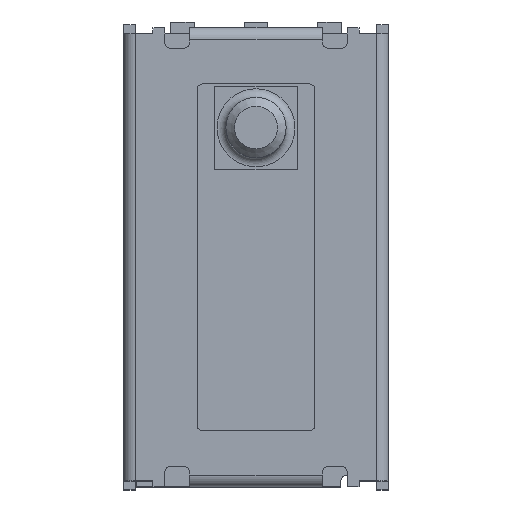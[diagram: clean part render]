
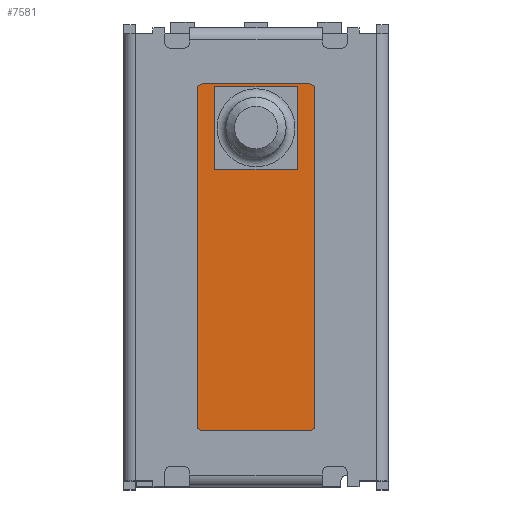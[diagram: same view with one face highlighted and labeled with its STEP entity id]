
A CAD part, top view. The second image highlights one B-rep face of the part: STEP entity #7581.
In plain terms, the highlighted planar face has unit normal (0, 0, 1).
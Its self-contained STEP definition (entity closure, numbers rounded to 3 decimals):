
#27=FACE_BOUND('',#2478,.T.);
#50=PLANE('',#8051);
#414=LINE('',#11190,#1219);
#415=LINE('',#11194,#1220);
#416=LINE('',#11198,#1221);
#417=LINE('',#11202,#1222);
#418=LINE('',#11206,#1223);
#419=LINE('',#11208,#1224);
#420=LINE('',#11210,#1225);
#421=LINE('',#11211,#1226);
#1219=VECTOR('',#8949,1000.);
#1220=VECTOR('',#8952,1000.);
#1221=VECTOR('',#8955,1000.);
#1222=VECTOR('',#8958,1000.);
#1223=VECTOR('',#8961,1000.);
#1224=VECTOR('',#8962,1000.);
#1225=VECTOR('',#8963,1000.);
#1226=VECTOR('',#8964,1000.);
#2073=FACE_OUTER_BOUND('',#2477,.T.);
#2477=EDGE_LOOP('',(#5146,#5147,#5148,#5149,#5150,#5151,#5152,#5153));
#2478=EDGE_LOOP('',(#5154,#5155,#5156,#5157));
#2900=CIRCLE('',#8052,0.2);
#2901=CIRCLE('',#8053,0.2);
#2902=CIRCLE('',#8054,0.2);
#2903=CIRCLE('',#8055,0.2);
#3281=VERTEX_POINT('',#11188);
#3282=VERTEX_POINT('',#11189);
#3283=VERTEX_POINT('',#11191);
#3284=VERTEX_POINT('',#11193);
#3285=VERTEX_POINT('',#11195);
#3286=VERTEX_POINT('',#11197);
#3287=VERTEX_POINT('',#11199);
#3288=VERTEX_POINT('',#11201);
#3289=VERTEX_POINT('',#11204);
#3290=VERTEX_POINT('',#11205);
#3291=VERTEX_POINT('',#11207);
#3292=VERTEX_POINT('',#11209);
#4011=EDGE_CURVE('',#3281,#3282,#414,.T.);
#4012=EDGE_CURVE('',#3282,#3283,#2900,.T.);
#4013=EDGE_CURVE('',#3283,#3284,#415,.T.);
#4014=EDGE_CURVE('',#3284,#3285,#2901,.T.);
#4015=EDGE_CURVE('',#3285,#3286,#416,.T.);
#4016=EDGE_CURVE('',#3286,#3287,#2902,.T.);
#4017=EDGE_CURVE('',#3287,#3288,#417,.T.);
#4018=EDGE_CURVE('',#3288,#3281,#2903,.T.);
#4019=EDGE_CURVE('',#3289,#3290,#418,.T.);
#4020=EDGE_CURVE('',#3291,#3289,#419,.T.);
#4021=EDGE_CURVE('',#3292,#3291,#420,.T.);
#4022=EDGE_CURVE('',#3290,#3292,#421,.T.);
#5146=ORIENTED_EDGE('',*,*,#4011,.T.);
#5147=ORIENTED_EDGE('',*,*,#4012,.T.);
#5148=ORIENTED_EDGE('',*,*,#4013,.T.);
#5149=ORIENTED_EDGE('',*,*,#4014,.T.);
#5150=ORIENTED_EDGE('',*,*,#4015,.T.);
#5151=ORIENTED_EDGE('',*,*,#4016,.T.);
#5152=ORIENTED_EDGE('',*,*,#4017,.T.);
#5153=ORIENTED_EDGE('',*,*,#4018,.T.);
#5154=ORIENTED_EDGE('',*,*,#4019,.F.);
#5155=ORIENTED_EDGE('',*,*,#4020,.F.);
#5156=ORIENTED_EDGE('',*,*,#4021,.F.);
#5157=ORIENTED_EDGE('',*,*,#4022,.F.);
#7581=ADVANCED_FACE('',(#2073,#27),#50,.T.);
#8051=AXIS2_PLACEMENT_3D('',#11187,#8947,#8948);
#8052=AXIS2_PLACEMENT_3D('',#11192,#8950,#8951);
#8053=AXIS2_PLACEMENT_3D('',#11196,#8953,#8954);
#8054=AXIS2_PLACEMENT_3D('',#11200,#8956,#8957);
#8055=AXIS2_PLACEMENT_3D('',#11203,#8959,#8960);
#8947=DIRECTION('center_axis',(0.,0.,
1.));
#8948=DIRECTION('ref_axis',(1.,0.,0.));
#8949=DIRECTION('',(1.,0.,0.));
#8950=DIRECTION('center_axis',(0.,0.,
1.));
#8951=DIRECTION('ref_axis',(1.,0.,0.));
#8952=DIRECTION('',(0.,1.,0.));
#8953=DIRECTION('center_axis',(0.,0.,
1.));
#8954=DIRECTION('ref_axis',(1.,0.,0.));
#8955=DIRECTION('',(-1.,0.,0.));
#8956=DIRECTION('center_axis',(0.,0.,
1.));
#8957=DIRECTION('ref_axis',(1.,0.,0.));
#8958=DIRECTION('',(0.,-1.,0.));
#8959=DIRECTION('center_axis',(0.,0.,
1.));
#8960=DIRECTION('ref_axis',(1.,0.,0.));
#8961=DIRECTION('',(0.,-1.,0.));
#8962=DIRECTION('',(-1.,0.,0.));
#8963=DIRECTION('',(0.,1.,0.));
#8964=DIRECTION('',(1.,0.,0.));
#11187=CARTESIAN_POINT('Origin',(4.,-15.829,3.35));
#11188=CARTESIAN_POINT('',(-1.8,-5.9,3.35));
#11189=CARTESIAN_POINT('',(1.8,-5.9,3.35));
#11190=CARTESIAN_POINT('',(1.8,-5.9,3.35));
#11191=CARTESIAN_POINT('',(2.,-5.7,3.35));
#11192=CARTESIAN_POINT('Origin',(1.8,-5.7,3.35));
#11193=CARTESIAN_POINT('',(2.,5.7,3.35));
#11194=CARTESIAN_POINT('',(2.,-5.7,3.35));
#11195=CARTESIAN_POINT('',(1.8,5.9,3.35));
#11196=CARTESIAN_POINT('Origin',(1.8,5.7,3.35));
#11197=CARTESIAN_POINT('',(-1.8,5.9,3.35));
#11198=CARTESIAN_POINT('',(1.8,5.9,3.35));
#11199=CARTESIAN_POINT('',(-2.,5.7,3.35));
#11200=CARTESIAN_POINT('Origin',(-1.8,5.7,3.35));
#11201=CARTESIAN_POINT('',(-2.,-5.7,3.35));
#11202=CARTESIAN_POINT('',(-2.,-5.7,3.35));
#11203=CARTESIAN_POINT('Origin',(-1.8,-5.7,3.35));
#11204=CARTESIAN_POINT('',(-1.4,5.8,3.35));
#11205=CARTESIAN_POINT('',(-1.4,3.,3.35));
#11206=CARTESIAN_POINT('',(-1.4,3.,3.35));
#11207=CARTESIAN_POINT('',(1.4,5.8,3.35));
#11208=CARTESIAN_POINT('',(-1.4,5.8,3.35));
#11209=CARTESIAN_POINT('',(1.4,3.,3.35));
#11210=CARTESIAN_POINT('',(1.4,5.8,3.35));
#11211=CARTESIAN_POINT('',(1.4,3.,3.35));
